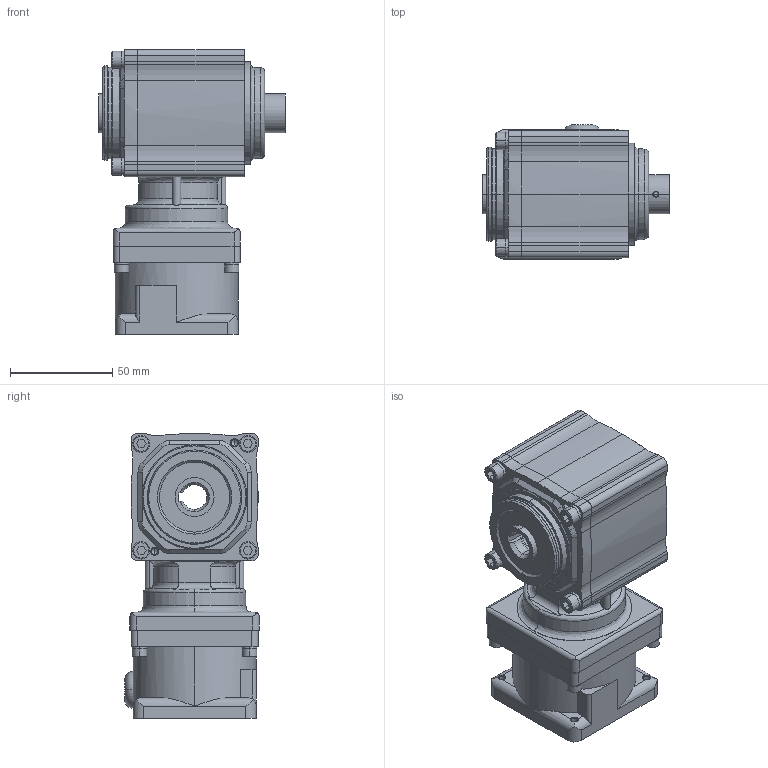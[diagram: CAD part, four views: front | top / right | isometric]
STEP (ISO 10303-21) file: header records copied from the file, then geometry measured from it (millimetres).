
FILE_DESCRIPTION (( 'STEP AP203' ), '1' );
FILE_NAME ('AFCZ12S-5L200S3(None)_T-8957.STEP', '2021-04-08T09:43:15', ( '' ), ( '' ), 'SwSTEP 2.0', 'SolidWorks 2020', '' );
FILE_SCHEMA (( 'CONFIG_CONTROL_DESIGN' ));
Length unit declared in the file: millimetre
Products named in the file (3): 1218F-200-S3_200W_Bracket T-8957; _AFC12S_Gear head; AFCZ12S-5L200S3(None)_T-8957
Assembly tree (2 placements, depth 2):
  AFCZ12S-5L200S3(None)_T-8957
    _AFC12S_Gear head
    1218F-200-S3_200W_Bracket T-8957
Bounding box: 91 x 65.5 x 139 mm (x, y, z)
Volume: 428123.3 mm3; surface area: 67662.9 mm2
Topology: 2 solids, 2 shells, 567 faces, 1418 edges, 896 vertices
Faces by surface type: cylinder 245, plane 200, cone 98, bspline 22, torus 2
Entity records: 18555 total; most frequent: CARTESIAN_POINT 4609, DIRECTION 2944, ORIENTED_EDGE 2808, EDGE_CURVE 1404, AXIS2_PLACEMENT_3D 1119, VERTEX_POINT 896, VECTOR 706, LINE 706
